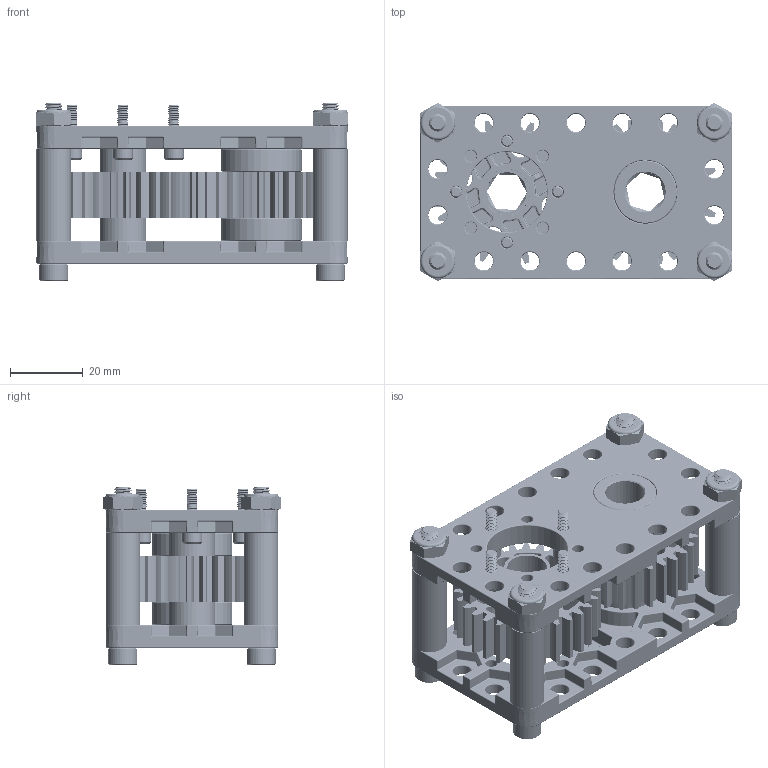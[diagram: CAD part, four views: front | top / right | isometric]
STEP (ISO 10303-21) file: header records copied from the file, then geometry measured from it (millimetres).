
FILE_DESCRIPTION (( 'STEP AP214' ), '1' );
FILE_NAME ('am-5029 Robits Pass Through Gearbox (No Shaft).STEP', '2025-03-06T16:55:56', ( '' ), ( '' ), 'SwSTEP 2.0', 'SolidWorks 2024', '' );
FILE_SCHEMA (( 'AUTOMOTIVE_DESIGN' ));
Length unit declared in the file: inch
Products named in the file (9): am-5021 RoBits Bushing for 0.375IN Hex; am-1698 0.430 ID 0.500 OD 0.250 Long Aluminum Spacer; am-1706 M3 x 12mm SHCS  with patch_am-1706 M3 x 12mm SHCS (Patched); am-5023 RoBits Pass Through Plate; am-5020_30 30T 20DP 14.5PA 0.50 IN FW 0.375 Hex Gear; am-1696 0.194 ID 0.375 OD 1.000 Long Nylon Spacer; am-1048 10-32 x 1750 SHCS_am-1048 10-32 x 1750 SHCS; am-5029 Robits Pass Through Gearbox (No Shaft); am-1063 10-32 Nylock Jam Nut_am-1063 10-32 Nylock Jam Nut
Assembly tree (24 placements, depth 2):
  am-5029 Robits Pass Through Gearbox (No Shaft)
    am-5023 RoBits Pass Through Plate  x2
    am-1696 0.194 ID 0.375 OD 1.000 Long Nylon Spacer  x4
    am-1048 10-32 x 1750 SHCS_am-1048 10-32 x 1750 SHCS  x4
    am-1063 10-32 Nylock Jam Nut_am-1063 10-32 Nylock Jam Nut  x4
    am-1706 M3 x 12mm SHCS  with patch_am-1706 M3 x 12mm SHCS (Patched)  x4
    am-5020_30 30T 20DP 14.5PA 0.50 IN FW 0.375 Hex Gear  x2
    am-1698 0.430 ID 0.500 OD 0.250 Long Aluminum Spacer  x2
    am-5021 RoBits Bushing for 0.375IN Hex  x2
Bounding box: 85.72 x 49.1 x 49.28 mm (x, y, z)
Volume: 62313.9 mm3; surface area: 57016.7 mm2
Topology: 28 solids, 28 shells, 4394 faces, 10584 edges, 6324 vertices
Faces by surface type: cylinder 1396, torus 1148, cone 1064, plane 462, bspline 276, sphere 48
Entity records: 66611 total; most frequent: CARTESIAN_POINT 22706, DIRECTION 10044, ORIENTED_EDGE 8868, EDGE_CURVE 4434, AXIS2_PLACEMENT_3D 4338, VERTEX_POINT 2635, CIRCLE 2592, EDGE_LOOP 1967
